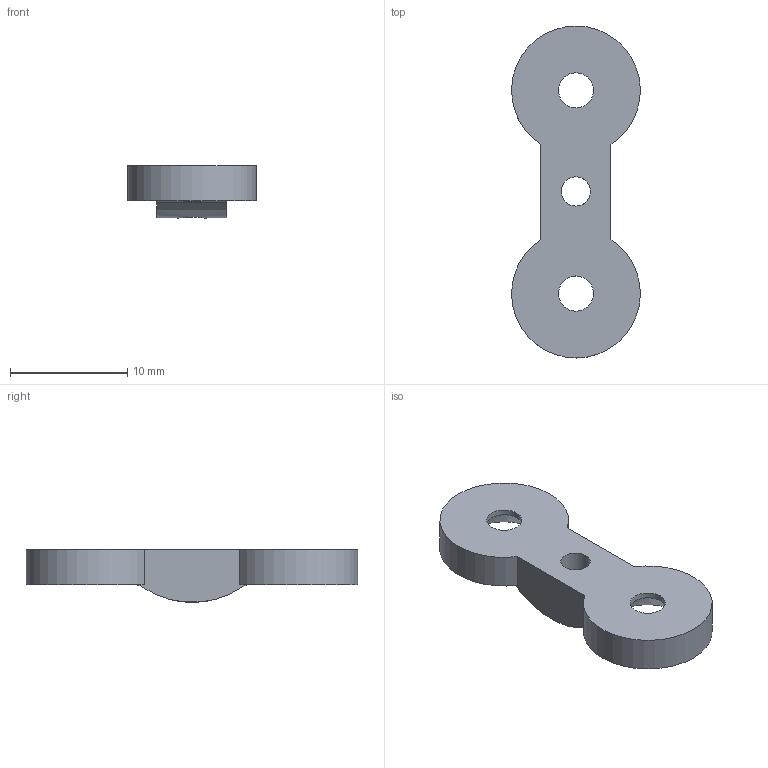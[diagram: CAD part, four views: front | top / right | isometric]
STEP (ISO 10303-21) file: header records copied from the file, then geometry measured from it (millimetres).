
FILE_DESCRIPTION(/* description */ (''),/* implementation_level */ '2;1');
FILE_NAME(/* name */ 'Motor retainer.step',/* time_stamp */ '2025-10-14T09:50:29+01:00',/* author */ (''),/* organization */ (''),/* preprocessor_version */ 'ST-DEVELOPER v20.1',/* originating_system */ 'Autodesk Translation Framework v14.17.0.0',/* authorisation */ '');
FILE_SCHEMA (('AUTOMOTIVE_DESIGN { 1 0 10303 214 3 1 1 }'));
Length unit declared in the file: millimetre
Products named in the file (1): Motor retainer
Bounding box: 10.99 x 28.36 x 4.49 mm (x, y, z)
Volume: 594.6 mm3; surface area: 745.5 mm2
Topology: 1 solids, 1 shells, 15 faces, 44 edges, 29 vertices
Faces by surface type: cylinder 8, plane 5, cone 2
Full cylindrical faces by diameter (mm): 2.5 x1, 3 x2
Entity records: 592 total; most frequent: CARTESIAN_POINT 135, DIRECTION 91, ORIENTED_EDGE 88, EDGE_CURVE 44, AXIS2_PLACEMENT_3D 35, VERTEX_POINT 29, LINE 21, VECTOR 21
